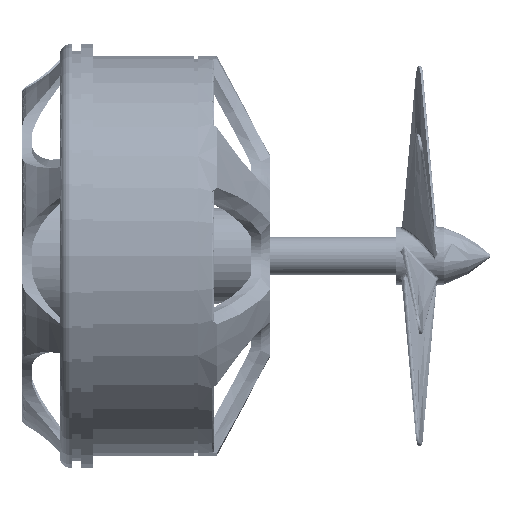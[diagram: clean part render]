
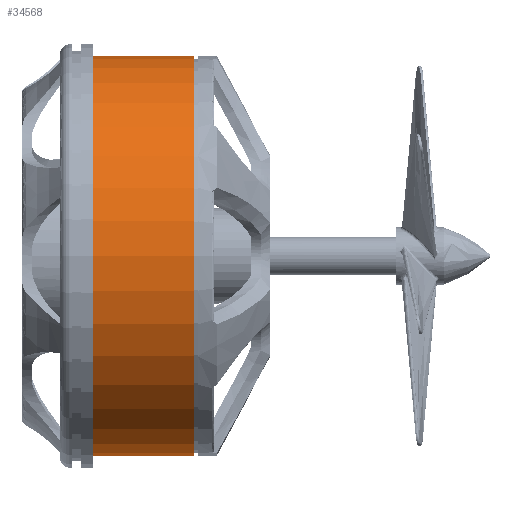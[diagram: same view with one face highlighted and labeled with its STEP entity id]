
A CAD part, front view. The second image highlights one B-rep face of the part: STEP entity #34568.
In plain terms, the highlighted cylindrical face has radius 20.9 mm (diameter 41.8 mm), a full revolution.
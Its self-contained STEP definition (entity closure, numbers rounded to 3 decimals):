
#6474=FACE_BOUND('',#11716,.T.);
#8200=FACE_OUTER_BOUND('',#11715,.T.);
#11715=EDGE_LOOP('',(#28737));
#11716=EDGE_LOOP('',(#28738));
#14118=CIRCLE('',#38579,20.9);
#14119=CIRCLE('',#38581,20.9);
#17016=VERTEX_POINT('',#56940);
#17017=VERTEX_POINT('',#56943);
#21003=EDGE_CURVE('',#17016,#17016,#14118,.T.);
#21004=EDGE_CURVE('',#17017,#17017,#14119,.T.);
#28737=ORIENTED_EDGE('',*,*,#21004,.F.);
#28738=ORIENTED_EDGE('',*,*,#21003,.T.);
#31051=CYLINDRICAL_SURFACE('',#38580,20.9);
#34568=ADVANCED_FACE('',(#8200,#6474),#31051,.T.);
#38579=AXIS2_PLACEMENT_3D('',#56941,#47768,#47769);
#38580=AXIS2_PLACEMENT_3D('',#56942,#47770,#47771);
#38581=AXIS2_PLACEMENT_3D('',#56944,#47772,#47773);
#47768=DIRECTION('center_axis',(-1.,0.,0.));
#47769=DIRECTION('ref_axis',(0.,0.,1.));
#47770=DIRECTION('center_axis',(-1.,0.,0.));
#47771=DIRECTION('ref_axis',(0.,0.,1.));
#47772=DIRECTION('center_axis',(-1.,0.,0.));
#47773=DIRECTION('ref_axis',(0.,0.,1.));
#56940=CARTESIAN_POINT('',(-8.,0.,20.9));
#56941=CARTESIAN_POINT('Origin',(-8.,0.,0.));
#56942=CARTESIAN_POINT('Origin',(-12.065,0.,0.));
#56943=CARTESIAN_POINT('',(-18.53,0.,20.9));
#56944=CARTESIAN_POINT('Origin',(-18.53,0.,0.));
